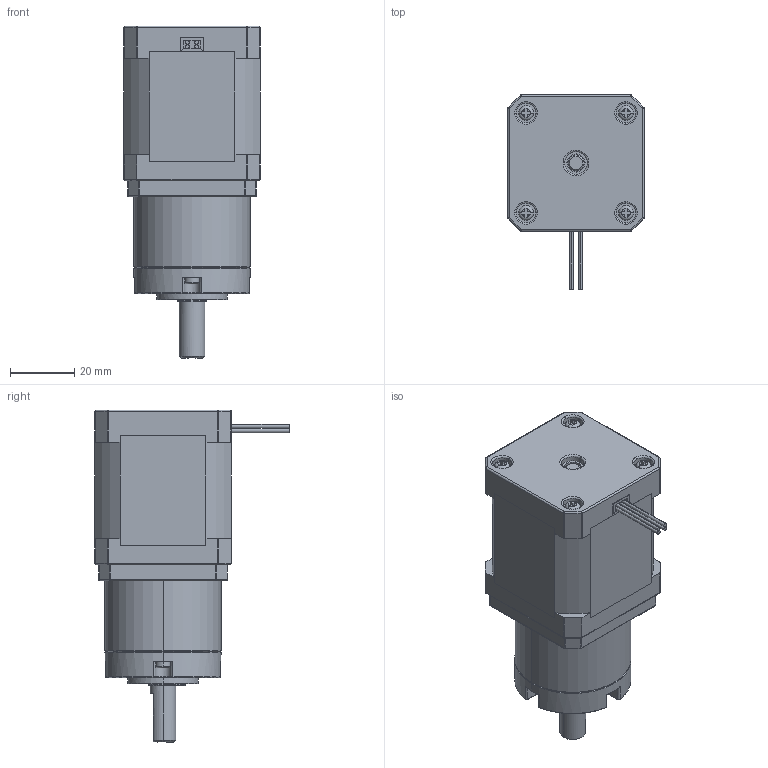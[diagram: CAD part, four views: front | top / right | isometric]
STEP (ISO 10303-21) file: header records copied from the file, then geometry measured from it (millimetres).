
FILE_DESCRIPTION (( 'STEP AP214' ), '1' );
FILE_NAME ('17HS19-1684S-PG27.STEP', '2018-03-08T04:29:01', ( '' ), ( '' ), 'SwSTEP 2.0', 'SolidWorks 2014', '' );
FILE_SCHEMA (( 'AUTOMOTIVE_DESIGN' ));
Length unit declared in the file: millimetre
Products named in the file (1): 17HS19-1684S-PG27
Bounding box: 42.32 x 60.31 x 103 mm (x, y, z)
Volume: 121374.5 mm3; surface area: 17544.4 mm2
Topology: 1 solids, 1 shells, 539 faces, 1353 edges, 840 vertices
Faces by surface type: plane 254, cylinder 177, torus 68, sphere 23, cone 17
Entity records: 26524 total; most frequent: CARTESIAN_POINT 7975, ORIENTED_EDGE 2652, DIRECTION 2551, EDGE_CURVE 1326, AXIS2_PLACEMENT_3D 927, VERTEX_POINT 838, LINE 697, VECTOR 697
